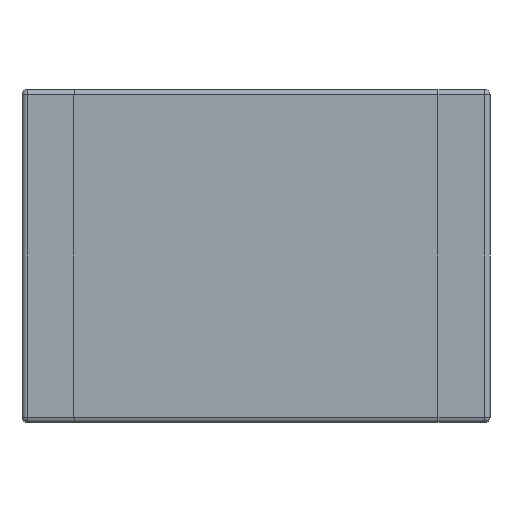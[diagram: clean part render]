
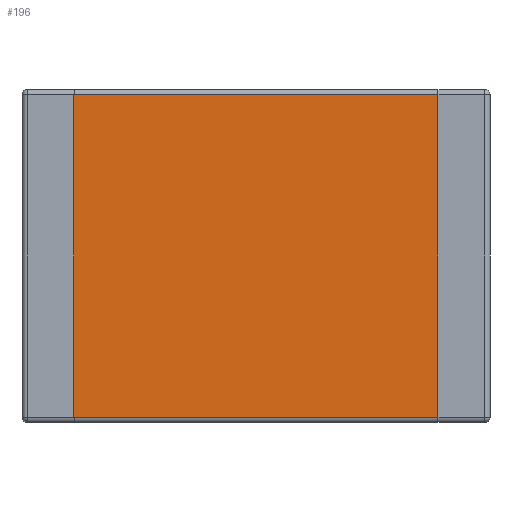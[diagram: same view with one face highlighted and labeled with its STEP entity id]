
A CAD part, front view. The second image highlights one B-rep face of the part: STEP entity #196.
In plain terms, the highlighted planar face has unit normal (0, -1, 0).
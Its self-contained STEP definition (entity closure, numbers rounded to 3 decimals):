
#6 = VERTEX_POINT ( 'NONE', #381 ) ;
#60 = VERTEX_POINT ( 'NONE', #550 ) ;
#177 = EDGE_CURVE ( 'NONE', #6, #60, #926, .T. ) ;
#196 = ADVANCED_FACE ( 'NONE', ( #1025 ), #1010, .T. ) ;
#197 = EDGE_LOOP ( 'NONE', ( #198, #199, #299, #301 ) ) ;
#198 = ORIENTED_EDGE ( 'NONE', *, *, #300, .F. ) ;
#199 = ORIENTED_EDGE ( 'NONE', *, *, #200, .T. ) ;
#200 = EDGE_CURVE ( 'NONE', #305, #291, #1061, .T. ) ;
#291 = VERTEX_POINT ( 'NONE', #1355 ) ;
#293 = EDGE_CURVE ( 'NONE', #6, #291, #1392, .T. ) ;
#299 = ORIENTED_EDGE ( 'NONE', *, *, #293, .F. ) ;
#300 = EDGE_CURVE ( 'NONE', #305, #60, #1429, .T. ) ;
#301 = ORIENTED_EDGE ( 'NONE', *, *, #177, .T. ) ;
#305 = VERTEX_POINT ( 'NONE', #1425 ) ;
#381 = CARTESIAN_POINT ( 'NONE',  ( 1.75, 0., 1.55 ) ) ;
#550 = CARTESIAN_POINT ( 'NONE',  ( -1.75, 0., 1.55 ) ) ;
#923 = DIRECTION ( 'NONE',  ( -1., 0., 0. ) ) ;
#924 = VECTOR ( 'NONE', #923, 1000. ) ;
#925 = CARTESIAN_POINT ( 'NONE',  ( -2.25, 0., 1.55 ) ) ;
#926 = LINE ( 'NONE', #925, #924 ) ;
#1006 = DIRECTION ( 'NONE',  ( 0., 0., -1. ) ) ;
#1007 = DIRECTION ( 'NONE',  ( 0., -1., 0. ) ) ;
#1008 = CARTESIAN_POINT ( 'NONE',  ( 2.25, 0., -1.6 ) ) ;
#1009 = AXIS2_PLACEMENT_3D ( 'NONE', #1008, #1007, #1006 ) ;
#1010 = PLANE ( 'NONE',  #1009 ) ;
#1025 = FACE_OUTER_BOUND ( 'NONE', #197, .T. ) ;
#1058 = DIRECTION ( 'NONE',  ( 1., 0., 0. ) ) ;
#1059 = VECTOR ( 'NONE', #1058, 1000. ) ;
#1060 = CARTESIAN_POINT ( 'NONE',  ( 2.25, 0., -1.55 ) ) ;
#1061 = LINE ( 'NONE', #1060, #1059 ) ;
#1355 = CARTESIAN_POINT ( 'NONE',  ( 1.75, 0., -1.55 ) ) ;
#1389 = DIRECTION ( 'NONE',  ( 0., 0., -1. ) ) ;
#1390 = VECTOR ( 'NONE', #1389, 1000. ) ;
#1391 = CARTESIAN_POINT ( 'NONE',  ( 1.75, 0., -1.6 ) ) ;
#1392 = LINE ( 'NONE', #1391, #1390 ) ;
#1425 = CARTESIAN_POINT ( 'NONE',  ( -1.75, 0., -1.55 ) ) ;
#1426 = DIRECTION ( 'NONE',  ( 0., 0., 1. ) ) ;
#1427 = VECTOR ( 'NONE', #1426, 1000. ) ;
#1428 = CARTESIAN_POINT ( 'NONE',  ( -1.75, 0., -1.6 ) ) ;
#1429 = LINE ( 'NONE', #1428, #1427 ) ;
